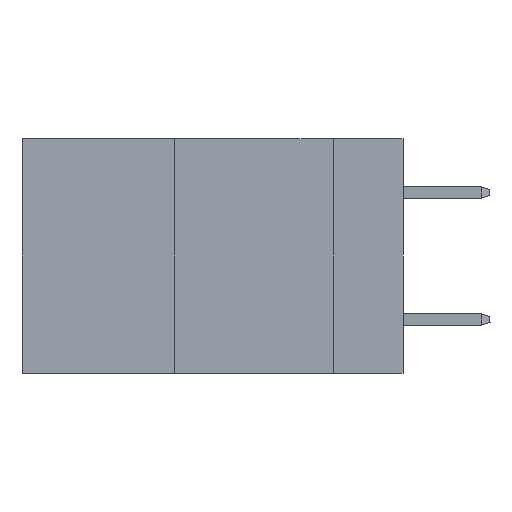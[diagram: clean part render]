
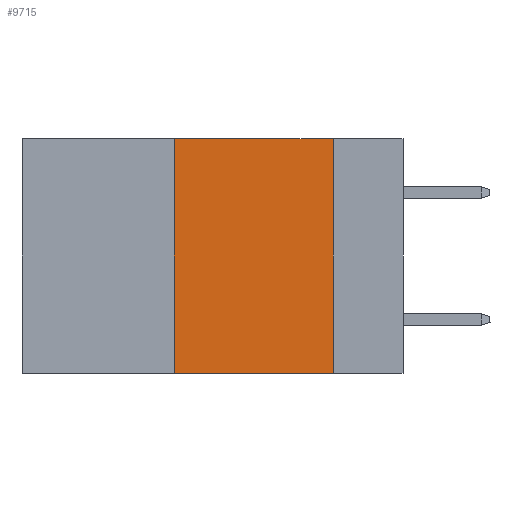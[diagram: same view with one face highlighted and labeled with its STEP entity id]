
A CAD part, left-side view. The second image highlights one B-rep face of the part: STEP entity #9715.
In plain terms, the highlighted planar face has unit normal (-1, 0, 0).
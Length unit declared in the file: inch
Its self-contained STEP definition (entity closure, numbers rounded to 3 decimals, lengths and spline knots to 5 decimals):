
#144 = DIRECTION ( 'NONE',  ( 0., 0., 1. ) ) ;
#396 = EDGE_CURVE ( 'NONE', #13848, #8684, #4012, .T. ) ;
#1097 = EDGE_CURVE ( 'NONE', #8684, #3062, #4904, .T. ) ;
#1159 = EDGE_LOOP ( 'NONE', ( #7468, #12587, #11987, #5372 ) ) ;
#1263 = DIRECTION ( 'NONE',  ( 0., -1., 0. ) ) ;
#2411 = AXIS2_PLACEMENT_3D ( 'NONE', #2933, #2857, #7800 ) ;
#2857 = DIRECTION ( 'NONE',  ( 1., 0., 0. ) ) ;
#2933 = CARTESIAN_POINT ( 'NONE',  ( 0., 0.6, 0. ) ) ;
#3062 = VERTEX_POINT ( 'NONE', #6580 ) ;
#4012 = LINE ( 'NONE', #15540, #14828 ) ;
#4581 = DIRECTION ( 'NONE',  ( 0., 0., -1. ) ) ;
#4824 = CARTESIAN_POINT ( 'NONE',  ( 0., 0.6, 0. ) ) ;
#4904 = LINE ( 'NONE', #4824, #12450 ) ;
#5372 = ORIENTED_EDGE ( 'NONE', *, *, #6168, .T. ) ;
#5661 = CARTESIAN_POINT ( 'NONE',  ( 0., 0.11, 0. ) ) ;
#6168 = EDGE_CURVE ( 'NONE', #13848, #9688, #6380, .T. ) ;
#6380 = LINE ( 'NONE', #11401, #13919 ) ;
#6580 = CARTESIAN_POINT ( 'NONE',  ( 0., 0.11, 0. ) ) ;
#6961 = EDGE_CURVE ( 'NONE', #3062, #9688, #14223, .T. ) ;
#7277 = CARTESIAN_POINT ( 'NONE',  ( 0., 0.36, -0.37 ) ) ;
#7468 = ORIENTED_EDGE ( 'NONE', *, *, #6961, .F. ) ;
#7483 = CARTESIAN_POINT ( 'NONE',  ( 0., 0.11, -0.37 ) ) ;
#7800 = DIRECTION ( 'NONE',  ( 0., 0., -1. ) ) ;
#8684 = VERTEX_POINT ( 'NONE', #12925 ) ;
#9269 = VECTOR ( 'NONE', #4581, 39.37008 ) ;
#9688 = VERTEX_POINT ( 'NONE', #7483 ) ;
#9715 = ADVANCED_FACE ( 'NONE', ( #14055 ), #14137, .F. ) ;
#11401 = CARTESIAN_POINT ( 'NONE',  ( 0., 0.6, -0.37 ) ) ;
#11987 = ORIENTED_EDGE ( 'NONE', *, *, #396, .F. ) ;
#12450 = VECTOR ( 'NONE', #1263, 39.37008 ) ;
#12587 = ORIENTED_EDGE ( 'NONE', *, *, #1097, .F. ) ;
#12925 = CARTESIAN_POINT ( 'NONE',  ( 0., 0.36, 0. ) ) ;
#13848 = VERTEX_POINT ( 'NONE', #7277 ) ;
#13875 = DIRECTION ( 'NONE',  ( 0., -1., 0. ) ) ;
#13919 = VECTOR ( 'NONE', #13875, 39.37008 ) ;
#14055 = FACE_OUTER_BOUND ( 'NONE', #1159, .T. ) ;
#14137 = PLANE ( 'NONE',  #2411 ) ;
#14223 = LINE ( 'NONE', #5661, #9269 ) ;
#14828 = VECTOR ( 'NONE', #144, 39.37008 ) ;
#15540 = CARTESIAN_POINT ( 'NONE',  ( 0., 0.36, 0. ) ) ;
